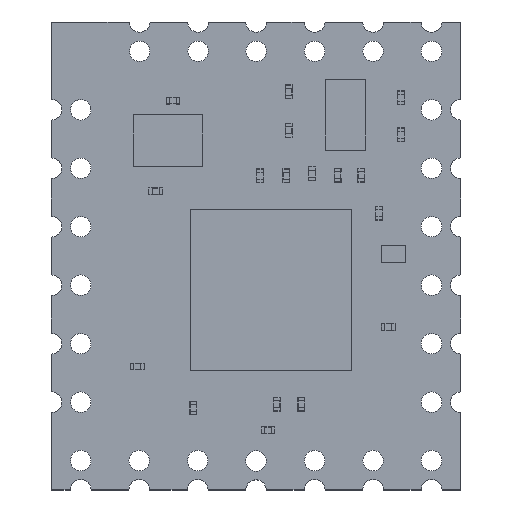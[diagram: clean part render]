
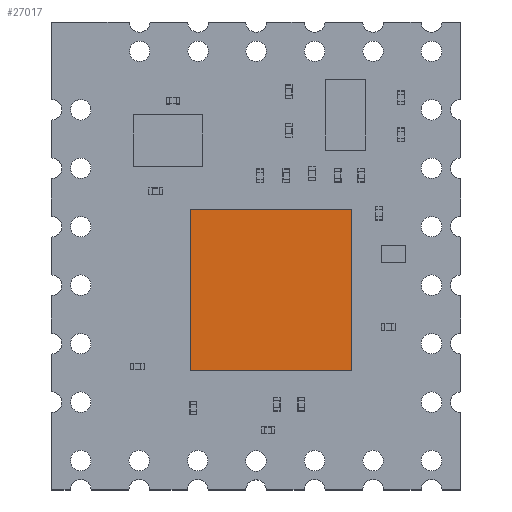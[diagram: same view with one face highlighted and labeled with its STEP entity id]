
A CAD part, top view. The second image highlights one B-rep face of the part: STEP entity #27017.
In plain terms, the highlighted planar face has unit normal (0, 0, 1).
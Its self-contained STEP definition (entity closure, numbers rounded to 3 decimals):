
#26703 = VERTEX_POINT('',#26704);
#26704 = CARTESIAN_POINT('',(-3.5,3.5,0.85));
#26711 = PLANE('',#26712);
#26712 = AXIS2_PLACEMENT_3D('',#26713,#26714,#26715);
#26713 = CARTESIAN_POINT('',(-3.5,3.5,0.));
#26714 = DIRECTION('',(1.,0.,0.));
#26715 = DIRECTION('',(0.,-1.,0.));
#26723 = PLANE('',#26724);
#26724 = AXIS2_PLACEMENT_3D('',#26725,#26726,#26727);
#26725 = CARTESIAN_POINT('',(3.5,3.5,0.));
#26726 = DIRECTION('',(0.,-1.,0.));
#26727 = DIRECTION('',(-1.,0.,0.));
#26735 = EDGE_CURVE('',#26703,#26736,#26738,.T.);
#26736 = VERTEX_POINT('',#26737);
#26737 = CARTESIAN_POINT('',(-3.5,-3.5,0.85));
#26738 = SURFACE_CURVE('',#26739,(#26743,#26750),.PCURVE_S1.);
#26739 = LINE('',#26740,#26741);
#26740 = CARTESIAN_POINT('',(-3.5,3.5,0.85));
#26741 = VECTOR('',#26742,1.);
#26742 = DIRECTION('',(0.,-1.,0.));
#26743 = PCURVE('',#26711,#26744);
#26744 = DEFINITIONAL_REPRESENTATION('',(#26745),#26749);
#26745 = LINE('',#26746,#26747);
#26746 = CARTESIAN_POINT('',(0.,-0.85));
#26747 = VECTOR('',#26748,1.);
#26748 = DIRECTION('',(1.,0.));
#26749 = ( GEOMETRIC_REPRESENTATION_CONTEXT(2) 
PARAMETRIC_REPRESENTATION_CONTEXT() REPRESENTATION_CONTEXT('2D SPACE',''
  ) );
#26750 = PCURVE('',#26751,#26756);
#26751 = PLANE('',#26752);
#26752 = AXIS2_PLACEMENT_3D('',#26753,#26754,#26755);
#26753 = CARTESIAN_POINT('',(-3.5,3.5,0.85));
#26754 = DIRECTION('',(0.,0.,-1.));
#26755 = DIRECTION('',(-1.,0.,0.));
#26756 = DEFINITIONAL_REPRESENTATION('',(#26757),#26761);
#26757 = LINE('',#26758,#26759);
#26758 = CARTESIAN_POINT('',(0.,0.));
#26759 = VECTOR('',#26760,1.);
#26760 = DIRECTION('',(0.,-1.));
#26761 = ( GEOMETRIC_REPRESENTATION_CONTEXT(2) 
PARAMETRIC_REPRESENTATION_CONTEXT() REPRESENTATION_CONTEXT('2D SPACE',''
  ) );
#26779 = PLANE('',#26780);
#26780 = AXIS2_PLACEMENT_3D('',#26781,#26782,#26783);
#26781 = CARTESIAN_POINT('',(-3.5,-3.5,0.));
#26782 = DIRECTION('',(0.,1.,0.));
#26783 = DIRECTION('',(1.,0.,0.));
#26821 = EDGE_CURVE('',#26736,#26822,#26824,.T.);
#26822 = VERTEX_POINT('',#26823);
#26823 = CARTESIAN_POINT('',(3.5,-3.5,0.85));
#26824 = SURFACE_CURVE('',#26825,(#26829,#26836),.PCURVE_S1.);
#26825 = LINE('',#26826,#26827);
#26826 = CARTESIAN_POINT('',(-3.5,-3.5,0.85));
#26827 = VECTOR('',#26828,1.);
#26828 = DIRECTION('',(1.,0.,0.));
#26829 = PCURVE('',#26779,#26830);
#26830 = DEFINITIONAL_REPRESENTATION('',(#26831),#26835);
#26831 = LINE('',#26832,#26833);
#26832 = CARTESIAN_POINT('',(0.,-0.85));
#26833 = VECTOR('',#26834,1.);
#26834 = DIRECTION('',(1.,0.));
#26835 = ( GEOMETRIC_REPRESENTATION_CONTEXT(2) 
PARAMETRIC_REPRESENTATION_CONTEXT() REPRESENTATION_CONTEXT('2D SPACE',''
  ) );
#26836 = PCURVE('',#26751,#26837);
#26837 = DEFINITIONAL_REPRESENTATION('',(#26838),#26842);
#26838 = LINE('',#26839,#26840);
#26839 = CARTESIAN_POINT('',(0.,-7.));
#26840 = VECTOR('',#26841,1.);
#26841 = DIRECTION('',(-1.,0.));
#26842 = ( GEOMETRIC_REPRESENTATION_CONTEXT(2) 
PARAMETRIC_REPRESENTATION_CONTEXT() REPRESENTATION_CONTEXT('2D SPACE',''
  ) );
#26860 = PLANE('',#26861);
#26861 = AXIS2_PLACEMENT_3D('',#26862,#26863,#26864);
#26862 = CARTESIAN_POINT('',(3.5,-3.5,0.));
#26863 = DIRECTION('',(-1.,0.,0.));
#26864 = DIRECTION('',(0.,1.,0.));
#26897 = EDGE_CURVE('',#26822,#26898,#26900,.T.);
#26898 = VERTEX_POINT('',#26899);
#26899 = CARTESIAN_POINT('',(3.5,3.5,0.85));
#26900 = SURFACE_CURVE('',#26901,(#26905,#26912),.PCURVE_S1.);
#26901 = LINE('',#26902,#26903);
#26902 = CARTESIAN_POINT('',(3.5,-3.5,0.85));
#26903 = VECTOR('',#26904,1.);
#26904 = DIRECTION('',(0.,1.,0.));
#26905 = PCURVE('',#26860,#26906);
#26906 = DEFINITIONAL_REPRESENTATION('',(#26907),#26911);
#26907 = LINE('',#26908,#26909);
#26908 = CARTESIAN_POINT('',(0.,-0.85));
#26909 = VECTOR('',#26910,1.);
#26910 = DIRECTION('',(1.,0.));
#26911 = ( GEOMETRIC_REPRESENTATION_CONTEXT(2) 
PARAMETRIC_REPRESENTATION_CONTEXT() REPRESENTATION_CONTEXT('2D SPACE',''
  ) );
#26912 = PCURVE('',#26751,#26913);
#26913 = DEFINITIONAL_REPRESENTATION('',(#26914),#26918);
#26914 = LINE('',#26915,#26916);
#26915 = CARTESIAN_POINT('',(-7.,-7.));
#26916 = VECTOR('',#26917,1.);
#26917 = DIRECTION('',(0.,1.));
#26918 = ( GEOMETRIC_REPRESENTATION_CONTEXT(2) 
PARAMETRIC_REPRESENTATION_CONTEXT() REPRESENTATION_CONTEXT('2D SPACE',''
  ) );
#26968 = EDGE_CURVE('',#26898,#26703,#26969,.T.);
#26969 = SURFACE_CURVE('',#26970,(#26974,#26981),.PCURVE_S1.);
#26970 = LINE('',#26971,#26972);
#26971 = CARTESIAN_POINT('',(3.5,3.5,0.85));
#26972 = VECTOR('',#26973,1.);
#26973 = DIRECTION('',(-1.,0.,0.));
#26974 = PCURVE('',#26723,#26975);
#26975 = DEFINITIONAL_REPRESENTATION('',(#26976),#26980);
#26976 = LINE('',#26977,#26978);
#26977 = CARTESIAN_POINT('',(0.,-0.85));
#26978 = VECTOR('',#26979,1.);
#26979 = DIRECTION('',(1.,0.));
#26980 = ( GEOMETRIC_REPRESENTATION_CONTEXT(2) 
PARAMETRIC_REPRESENTATION_CONTEXT() REPRESENTATION_CONTEXT('2D SPACE',''
  ) );
#26981 = PCURVE('',#26751,#26982);
#26982 = DEFINITIONAL_REPRESENTATION('',(#26983),#26987);
#26983 = LINE('',#26984,#26985);
#26984 = CARTESIAN_POINT('',(-7.,0.));
#26985 = VECTOR('',#26986,1.);
#26986 = DIRECTION('',(1.,0.));
#26987 = ( GEOMETRIC_REPRESENTATION_CONTEXT(2) 
PARAMETRIC_REPRESENTATION_CONTEXT() REPRESENTATION_CONTEXT('2D SPACE',''
  ) );
#27017 = ADVANCED_FACE('',(#27018),#26751,.F.);
#27018 = FACE_BOUND('',#27019,.T.);
#27019 = EDGE_LOOP('',(#27020,#27021,#27022,#27023));
#27020 = ORIENTED_EDGE('',*,*,#26735,.T.);
#27021 = ORIENTED_EDGE('',*,*,#26821,.T.);
#27022 = ORIENTED_EDGE('',*,*,#26897,.T.);
#27023 = ORIENTED_EDGE('',*,*,#26968,.T.);
